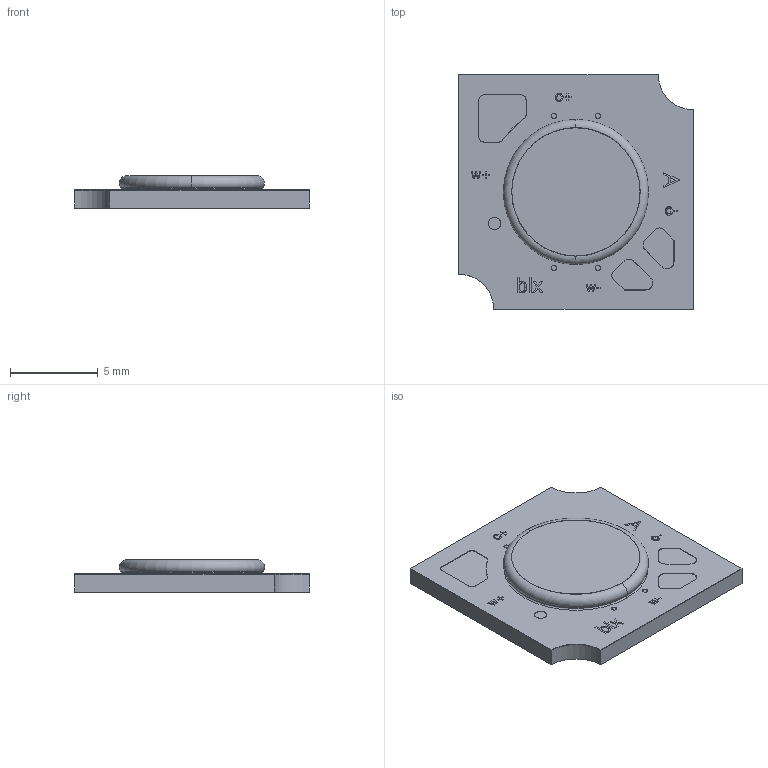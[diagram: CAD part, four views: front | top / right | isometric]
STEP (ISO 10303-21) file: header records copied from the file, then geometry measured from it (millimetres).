
FILE_DESCRIPTION (( 'STEP AP214' ), '1' );
FILE_NAME ('HD TW 6.STEP', '2025-01-06T08:54:17', ( '' ), ( '' ), 'SwSTEP 2.0', 'SolidWorks 2018', '' );
FILE_SCHEMA (( 'AUTOMOTIVE_DESIGN' ));
Length unit declared in the file: millimetre
Products named in the file (9): 字符; ??; ｨｬｲk?; 7; pad; 基板1; 膜片; 芯片; HD TW 6
Assembly tree (8 placements, depth 2):
  HD TW 6
    芯片
    膜片
    基板1
    pad
    7
    ｨｬｲk?
    ??
    字符
Bounding box: 13.35 x 13.35 x 1.84 mm (x, y, z)
Volume: 223.7 mm3; surface area: 988.1 mm2
Topology: 60 solids, 60 shells, 458 faces, 1011 edges, 672 vertices
Faces by surface type: plane 389, cylinder 56, bspline 7, torus 6
Entity records: 13549 total; most frequent: CARTESIAN_POINT 2371, DIRECTION 2027, ORIENTED_EDGE 2022, EDGE_CURVE 1011, VECTOR 855, LINE 855, VERTEX_POINT 672, AXIS2_PLACEMENT_3D 586
